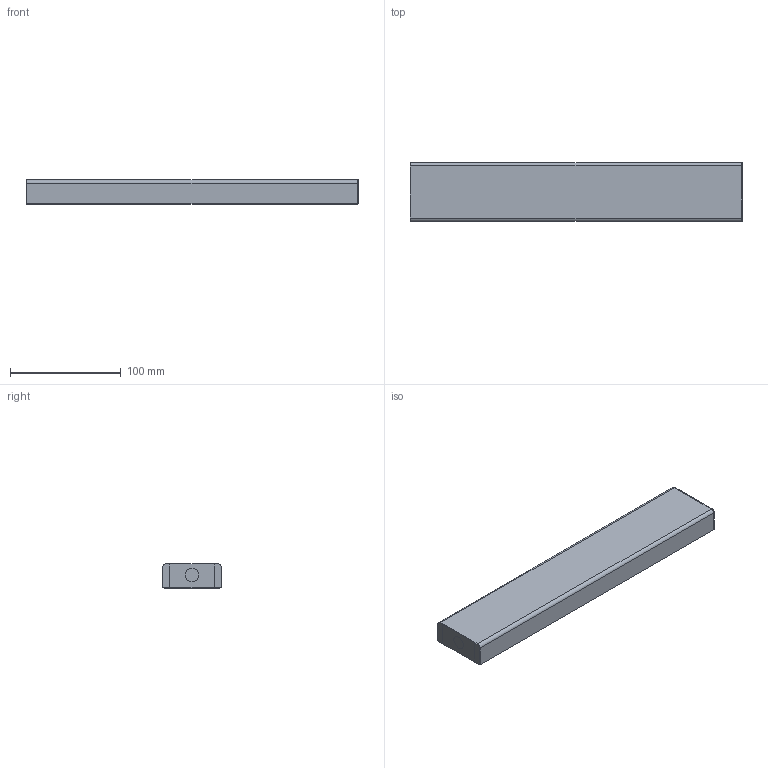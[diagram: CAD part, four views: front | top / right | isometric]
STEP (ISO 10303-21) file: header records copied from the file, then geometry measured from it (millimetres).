
FILE_DESCRIPTION(/* description */ (''),/* implementation_level */ '2;1');
FILE_NAME(/* name */ 'TGAC030041 - Customer.stp',/* time_stamp */ '2014-03-28T10:57:46+01:00',/* author */ ('bs'),/* organization */ (''),/* preprocessor_version */ 'ST-DEVELOPER v15.2',/* originating_system */ 'Autodesk Inventor 2014',/* authorisation */ '');
FILE_SCHEMA (('AUTOMOTIVE_DESIGN { 1 0 10303 214 3 1 1 }'));
Length unit declared in the file: millimetre
Products named in the file (1): TGAC030041 - Customer
Bounding box: 299.1 x 53 x 21.74 mm (x, y, z)
Volume: 342360.1 mm3; surface area: 46746.5 mm2
Topology: 1 solids, 1 shells, 39 faces, 85 edges, 51 vertices
Faces by surface type: plane 29, cylinder 8, cone 2
Full cylindrical faces by diameter (mm): 6.647 x2
Entity records: 1069 total; most frequent: DIRECTION 176, CARTESIAN_POINT 168, ORIENTED_EDGE 158, EDGE_CURVE 79, LINE 62, VECTOR 62, AXIS2_PLACEMENT_3D 57, VERTEX_POINT 49
